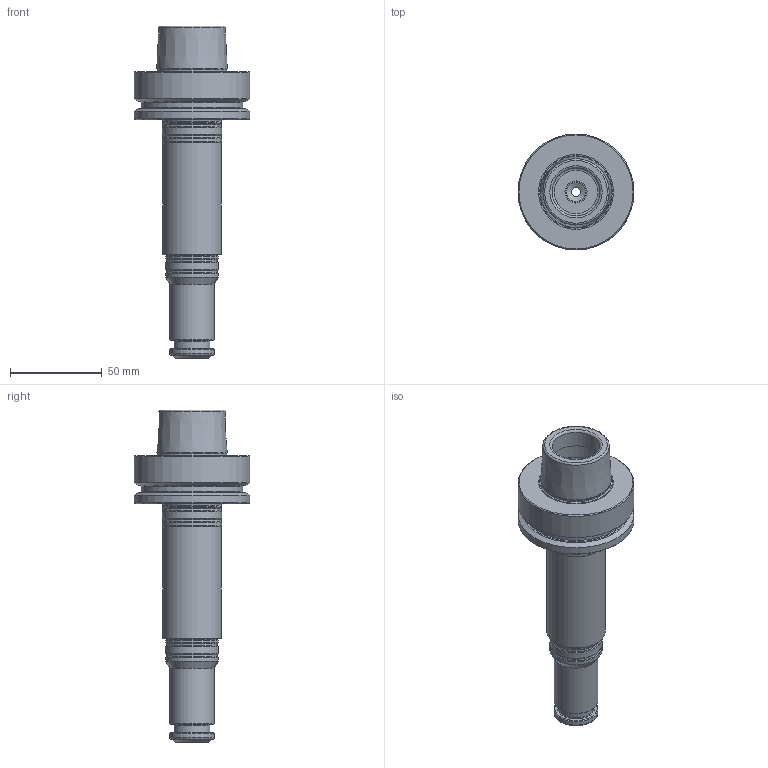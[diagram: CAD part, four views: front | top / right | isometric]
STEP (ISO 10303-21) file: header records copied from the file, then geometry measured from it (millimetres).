
FILE_DESCRIPTION(/* description */ (''),/* implementation_level */ '2;1');
FILE_NAME(/* name */ '456371585.stp',/* time_stamp */ '2021-01-08T12:25:15',/* author */ ('LRA'),/* organization */ ('REGO-FIX'),/* preprocessor_version */ ' Unknown',/* originating_system */ 'SIEMENS PLM Software Solid Edge ST10',/* authorization */ 'Unknown');
FILE_SCHEMA (('AUTOMOTIVE_DESIGN { 1 0 10303 214 2 1 1}'));
Length unit declared in the file: millimetre
Products named in the file (1): NOCUT
Bounding box: 63 x 63 x 180.5 mm (x, y, z)
Volume: 152592.5 mm3; surface area: 35122 mm2
Topology: 1 solids, 1 shells, 82 faces, 161 edges, 91 vertices
Faces by surface type: cone 30, cylinder 21, torus 19, plane 12
Full cylindrical faces by diameter (mm): 5 x1, 11 x1, 12 x1, 15 x1, 19.5 x1, 24 x2, 26 x2, 28.5 x3, 32 x2, 32.5 x3, 38.009 x1, 55 x1, 63 x2
Entity records: 2260 total; most frequent: DIRECTION 336, CARTESIAN_POINT 250, AXIS2_PLACEMENT_3D 168, ORIENTED_EDGE 164, EDGE_LOOP 164, FACE_BOUND 164, EDGE_CURVE 82, VERTEX_POINT 82
